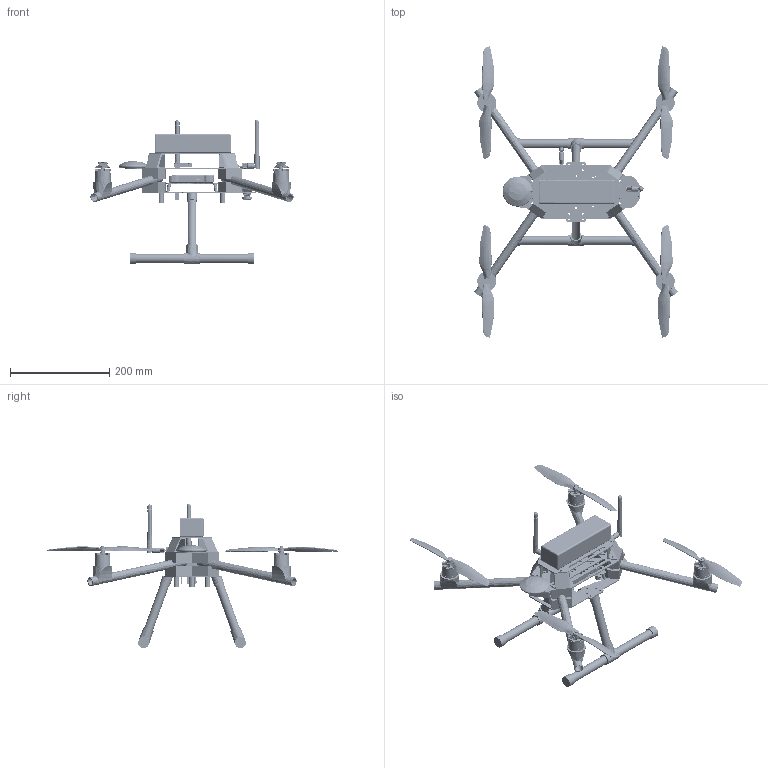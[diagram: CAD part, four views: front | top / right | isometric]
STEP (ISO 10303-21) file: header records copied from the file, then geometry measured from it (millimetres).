
FILE_DESCRIPTION(('FreeCAD Model'),'2;1');
FILE_NAME('Open CASCADE Shape Model','2025-04-27T09:17:08',('FreeCAD'),( 'FreeCAD'),'Open CASCADE STEP processor 7.6','FreeCAD','Unknown');
FILE_SCHEMA(('AUTOMOTIVE_DESIGN { 1 0 10303 214 1 1 1 1 }'));
Products named in the file (1): Open CASCADE STEP translator 7.6 1
Bounding box: 410.21 x 589.24 x 291.55 mm (x, y, z)
Volume: 1101260.3 mm3; surface area: 610555.6 mm2
Topology: 94 solids, 122 shells, 8641 faces, 23163 edges, 14769 vertices
Faces by surface type: bspline 8641
Entity records: 322863 total; most frequent: CARTESIAN_POINT 188852, ORIENTED_EDGE 45220, EDGE_CURVE 23096, B_SPLINE_CURVE_WITH_KNOTS 17243, VERTEX_POINT 14769, FACE_BOUND 9561, EDGE_LOOP 9561, ADVANCED_FACE 8641
